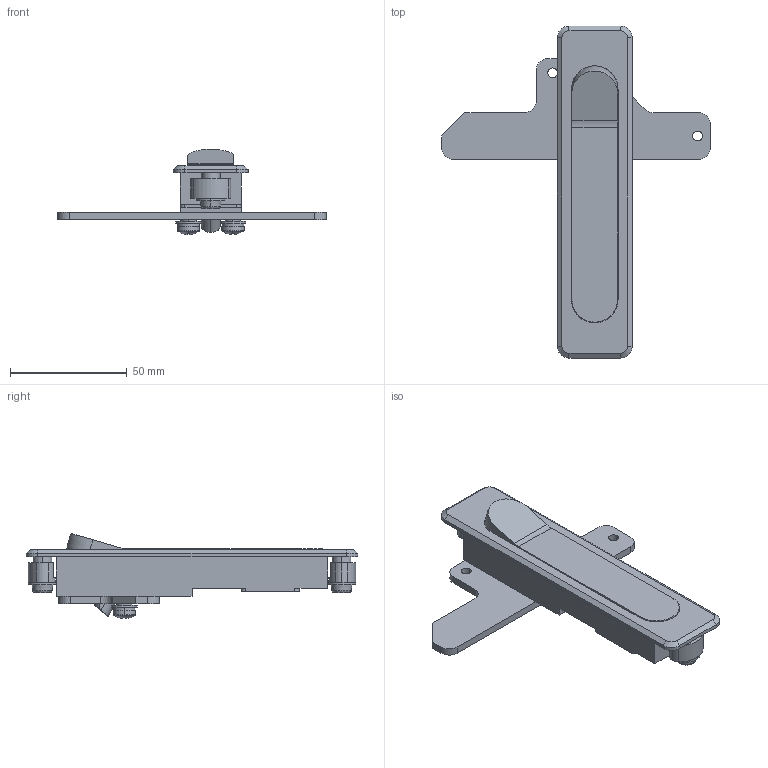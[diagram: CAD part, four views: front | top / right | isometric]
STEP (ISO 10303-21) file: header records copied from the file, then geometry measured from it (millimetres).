
FILE_DESCRIPTION (( 'STEP AP203' ), '1' );
FILE_NAME ('A-250-A-1-2.STEP', '2011-04-13T05:05:47', ( ' ' ), ( ' ' ), 'SwSTEP 2.0', 'SolidWorks 2011', '' );
FILE_SCHEMA (( 'CONFIG_CONTROL_DESIGN' ));
Length unit declared in the file: millimetre
Products named in the file (9): A-250-A-1-2; 廫帤寠晅側傋偹偠M5_M5 x 10; スプリングワッシャーM5_JIS B 1251 No.2 5; 暯儚僢僔儍乕M5彫宆娵_M5亊冇11亊t0.8; A-250-A-1TP偹偠_; 僆儚儞儚僢僔儍乕L__岞奐梡; AC-25-AB-1N_公; A-250-A-1僴儞僪儖__A-250-A-1-2; A-250-A-1本体_
Assembly tree (13 placements, depth 2):
  A-250-A-1-2
    暯儚僢僔儍乕M5彫宆娵_M5亊冇11亊t0.8  x2
    A-250-A-1TP偹偠_  x2
    僆儚儞儚僢僔儍乕L__岞奐梡  x2
    AC-25-AB-1N_公
    A-250-A-1僴儞僪儖__A-250-A-1-2
    A-250-A-1本体_
    廫帤寠晅側傋偹偠M5_M5 x 10  x2
    スプリングワッシャーM5_JIS B 1251 No.2 5  x2
Bounding box: 115 x 142 x 36.47 mm (x, y, z)
Volume: 53796 mm3; surface area: 37485 mm2
Topology: 13 solids, 13 shells, 321 faces, 825 edges, 539 vertices
Faces by surface type: plane 169, cylinder 123, cone 16, torus 9, sphere 4
Entity records: 8817 total; most frequent: CARTESIAN_POINT 1536, DIRECTION 1356, ORIENTED_EDGE 1260, EDGE_CURVE 630, AXIS2_PLACEMENT_3D 483, VERTEX_POINT 413, VECTOR 390, LINE 390
